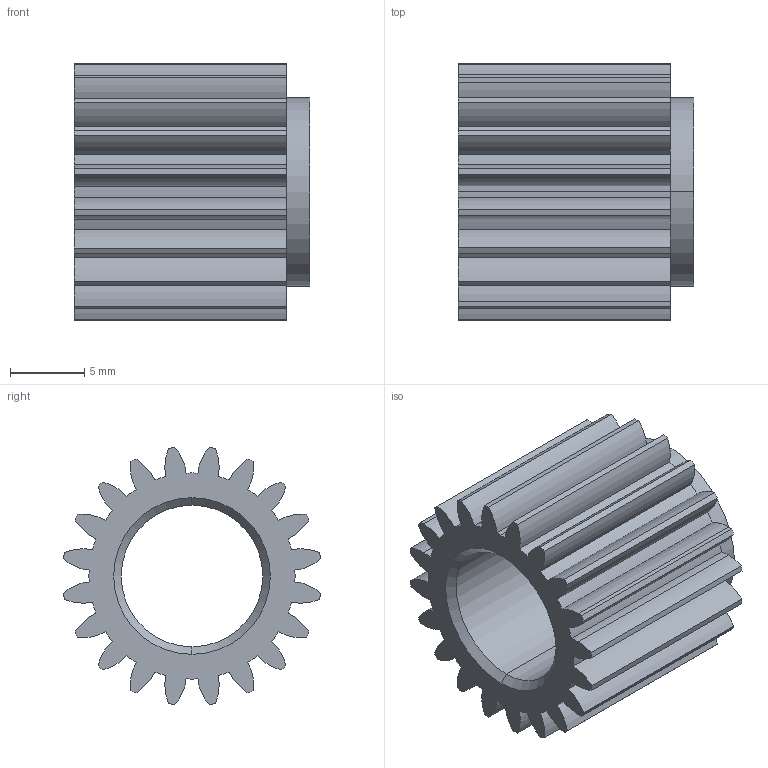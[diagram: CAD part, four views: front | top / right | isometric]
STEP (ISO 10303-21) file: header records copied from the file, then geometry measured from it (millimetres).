
FILE_DESCRIPTION (( 'STEP AP214' ), '1' );
FILE_NAME ('am-3532 20T 32DP 375 Bore Gear.STEP', '2016-11-30T20:35:01', ( '' ), ( '' ), 'SwSTEP 2.0', 'SolidWorks 2014', '' );
FILE_SCHEMA (( 'AUTOMOTIVE_DESIGN' ));
Length unit declared in the file: inch
Products named in the file (1): am-3532 20T 32DP 375 Bore Gear
Bounding box: 15.88 x 17.31 x 17.31 mm (x, y, z)
Volume: 1788 mm3; surface area: 2202.8 mm2
Topology: 1 solids, 1 shells, 96 faces, 275 edges, 182 vertices
Faces by surface type: cylinder 89, cone 4, plane 3
Entity records: 3293 total; most frequent: DIRECTION 651, CARTESIAN_POINT 554, ORIENTED_EDGE 550, AXIS2_PLACEMENT_3D 279, EDGE_CURVE 275, CIRCLE 182, VERTEX_POINT 182, EDGE_LOOP 99
